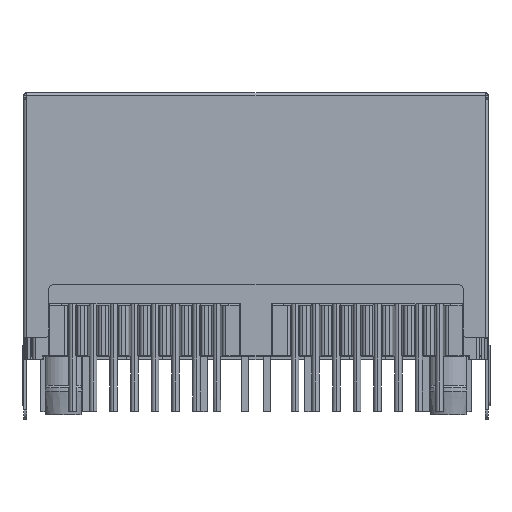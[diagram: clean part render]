
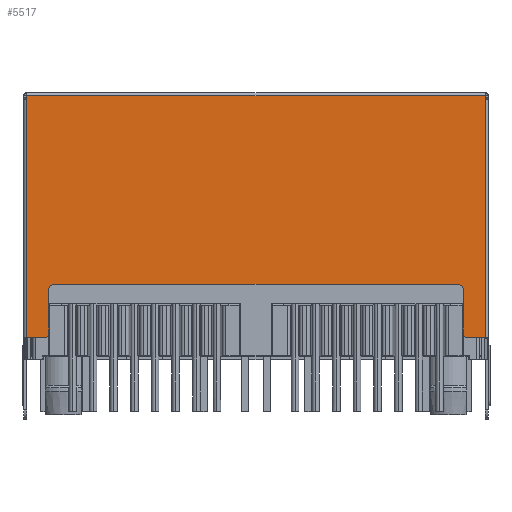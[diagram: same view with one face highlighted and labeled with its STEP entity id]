
A CAD part, top view. The second image highlights one B-rep face of the part: STEP entity #5517.
In plain terms, the highlighted planar face has unit normal (0, 0, -1).
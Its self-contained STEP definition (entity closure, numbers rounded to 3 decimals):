
#45=DIRECTION('',(-1.,0.,0.));
#46=VECTOR('',#45,1.05);
#47=CARTESIAN_POINT('',(14.1,-6.9,7.88));
#48=LINE('',#47,#46);
#82=DIRECTION('',(0.,-1.,0.));
#83=VECTOR('',#82,14.7);
#84=CARTESIAN_POINT('',(14.1,7.8,7.88));
#85=LINE('',#84,#83);
#90=CARTESIAN_POINT('',(13.05,-6.6,7.88));
#91=DIRECTION('',(0.,0.,1.));
#92=DIRECTION('',(-1.,0.,0.));
#93=AXIS2_PLACEMENT_3D('',#90,#91,#92);
#95=CARTESIAN_POINT('',(-13.05,-6.6,7.88));
#96=DIRECTION('',(0.,0.,1.));
#97=DIRECTION('',(0.,-1.,0.));
#98=AXIS2_PLACEMENT_3D('',#95,#96,#97);
#100=CARTESIAN_POINT('',(-12.45,-3.9,7.88));
#101=DIRECTION('',(0.,0.,-1.));
#102=DIRECTION('',(-1.,0.,0.));
#103=AXIS2_PLACEMENT_3D('',#100,#101,#102);
#105=CARTESIAN_POINT('',(12.45,-3.9,7.88));
#106=DIRECTION('',(0.,0.,-1.));
#107=DIRECTION('',(0.,1.,0.));
#108=AXIS2_PLACEMENT_3D('',#105,#106,#107);
#110=DIRECTION('',(0.,-1.,0.));
#111=VECTOR('',#110,0.2);
#112=CARTESIAN_POINT('',(14.1,8.,7.88));
#113=LINE('',#112,#111);
#2183=DIRECTION('',(0.,1.,0.));
#2184=VECTOR('',#2183,0.2);
#2185=CARTESIAN_POINT('',(-14.1,7.8,7.88));
#2186=LINE('',#2185,#2184);
#2264=DIRECTION('',(0.,1.,0.));
#2265=VECTOR('',#2264,14.7);
#2266=CARTESIAN_POINT('',(-14.1,-6.9,7.88));
#2267=LINE('',#2266,#2265);
#2281=DIRECTION('',(-1.,0.,0.));
#2282=VECTOR('',#2281,1.05);
#2283=CARTESIAN_POINT('',(-13.05,-6.9,7.88));
#2284=LINE('',#2283,#2282);
#2297=DIRECTION('',(0.,-1.,0.));
#2298=VECTOR('',#2297,2.7);
#2299=CARTESIAN_POINT('',(-12.75,-3.9,7.88));
#2300=LINE('',#2299,#2298);
#2309=DIRECTION('',(-1.,0.,0.));
#2310=VECTOR('',#2309,24.9);
#2311=CARTESIAN_POINT('',(12.45,-3.6,7.88));
#2312=LINE('',#2311,#2310);
#2325=DIRECTION('',(0.,1.,0.));
#2326=VECTOR('',#2325,2.7);
#2327=CARTESIAN_POINT('',(12.75,-6.6,7.88));
#2328=LINE('',#2327,#2326);
#2365=DIRECTION('',(1.,0.,0.));
#2366=VECTOR('',#2365,28.2);
#2367=CARTESIAN_POINT('',(-14.1,8.,7.88));
#2368=LINE('',#2367,#2366);
#4277=CARTESIAN_POINT('',(13.05,-6.9,7.88));
#4278=VERTEX_POINT('',#4277);
#4279=CARTESIAN_POINT('',(12.75,-6.6,7.88));
#4280=VERTEX_POINT('',#4279);
#4281=CARTESIAN_POINT('',(14.1,-6.9,7.88));
#4282=VERTEX_POINT('',#4281);
#4303=CARTESIAN_POINT('',(14.1,7.8,7.88));
#4304=VERTEX_POINT('',#4303);
#4305=CARTESIAN_POINT('',(14.1,8.,7.88));
#4306=VERTEX_POINT('',#4305);
#4307=CARTESIAN_POINT('',(-14.1,8.,7.88));
#4308=VERTEX_POINT('',#4307);
#4309=CARTESIAN_POINT('',(-14.1,7.8,7.88));
#4310=VERTEX_POINT('',#4309);
#4311=CARTESIAN_POINT('',(-14.1,-6.9,7.88));
#4312=VERTEX_POINT('',#4311);
#4313=CARTESIAN_POINT('',(-13.05,-6.9,7.88));
#4314=VERTEX_POINT('',#4313);
#4315=CARTESIAN_POINT('',(-12.75,-6.6,7.88));
#4316=VERTEX_POINT('',#4315);
#4317=CARTESIAN_POINT('',(-12.75,-3.9,7.88));
#4318=VERTEX_POINT('',#4317);
#4319=CARTESIAN_POINT('',(-12.45,-3.6,7.88));
#4320=VERTEX_POINT('',#4319);
#4321=CARTESIAN_POINT('',(12.45,-3.6,7.88));
#4322=VERTEX_POINT('',#4321);
#4323=CARTESIAN_POINT('',(12.75,-3.9,7.88));
#4324=VERTEX_POINT('',#4323);
#5485=CARTESIAN_POINT('',(0.,0.55,7.88));
#5486=DIRECTION('',(0.,0.,1.));
#5487=DIRECTION('',(-1.,0.,0.));
#5488=AXIS2_PLACEMENT_3D('',#5485,#5486,#5487);
#5489=PLANE('',#5488);
#5490=ORIENTED_EDGE('',*,*,#5395,.T.);
#5491=ORIENTED_EDGE('',*,*,#5411,.F.);
#5492=ORIENTED_EDGE('',*,*,#5476,.F.);
#5494=ORIENTED_EDGE('',*,*,#5493,.F.);
#5496=ORIENTED_EDGE('',*,*,#5495,.F.);
#5498=ORIENTED_EDGE('',*,*,#5497,.F.);
#5500=ORIENTED_EDGE('',*,*,#5499,.F.);
#5502=ORIENTED_EDGE('',*,*,#5501,.F.);
#5504=ORIENTED_EDGE('',*,*,#5503,.T.);
#5506=ORIENTED_EDGE('',*,*,#5505,.F.);
#5508=ORIENTED_EDGE('',*,*,#5507,.T.);
#5510=ORIENTED_EDGE('',*,*,#5509,.F.);
#5512=ORIENTED_EDGE('',*,*,#5511,.T.);
#5514=ORIENTED_EDGE('',*,*,#5513,.F.);
#5515=EDGE_LOOP('',(#5490,#5491,#5492,#5494,#5496,#5498,#5500,#5502,#5504,#5506,
#5508,#5510,#5512,#5514));
#5516=FACE_OUTER_BOUND('',#5515,.F.);
#5517=ADVANCED_FACE('',(#5516),#5489,.F.);
#94=CIRCLE('',#93,0.3);
#99=CIRCLE('',#98,0.3);
#104=CIRCLE('',#103,0.3);
#109=CIRCLE('',#108,0.3);
#5395=EDGE_CURVE('',#4280,#4278,#94,.T.);
#5411=EDGE_CURVE('',#4282,#4278,#48,.T.);
#5476=EDGE_CURVE('',#4304,#4282,#85,.T.);
#5493=EDGE_CURVE('',#4306,#4304,#113,.T.);
#5495=EDGE_CURVE('',#4308,#4306,#2368,.T.);
#5497=EDGE_CURVE('',#4310,#4308,#2186,.T.);
#5499=EDGE_CURVE('',#4312,#4310,#2267,.T.);
#5501=EDGE_CURVE('',#4314,#4312,#2284,.T.);
#5503=EDGE_CURVE('',#4314,#4316,#99,.T.);
#5505=EDGE_CURVE('',#4318,#4316,#2300,.T.);
#5507=EDGE_CURVE('',#4318,#4320,#104,.T.);
#5509=EDGE_CURVE('',#4322,#4320,#2312,.T.);
#5511=EDGE_CURVE('',#4322,#4324,#109,.T.);
#5513=EDGE_CURVE('',#4280,#4324,#2328,.T.);
